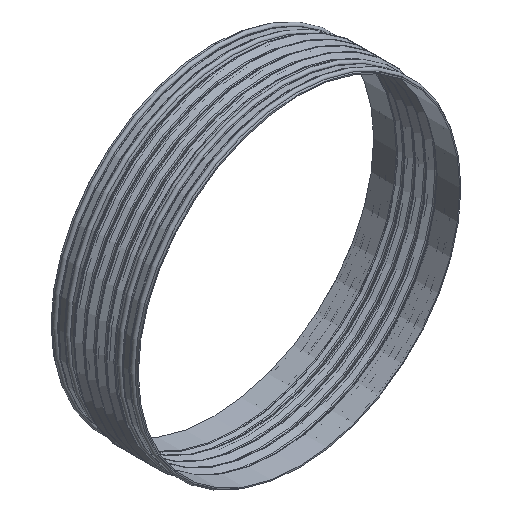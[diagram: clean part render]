
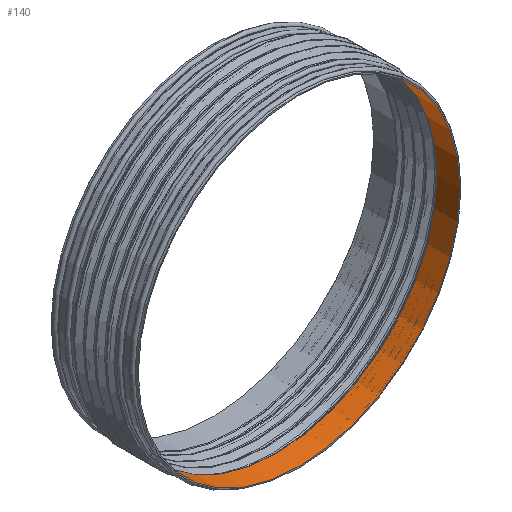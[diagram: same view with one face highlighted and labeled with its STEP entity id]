
A CAD part, isometric view. The second image highlights one B-rep face of the part: STEP entity #140.
In plain terms, the highlighted cylindrical face has radius 280 mm (diameter 560 mm), a full revolution.
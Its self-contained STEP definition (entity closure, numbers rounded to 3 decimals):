
#140 = ADVANCED_FACE( '', ( #361, #362 ), #363, .F. );
#361 = FACE_OUTER_BOUND( '', #712, .T. );
#362 = FACE_OUTER_BOUND( '', #713, .T. );
#363 = CYLINDRICAL_SURFACE( '', #714, 280. );
#712 = EDGE_LOOP( '', ( #1096 ) );
#713 = EDGE_LOOP( '', ( #1097 ) );
#714 = AXIS2_PLACEMENT_3D( '', #1098, #1099, #1100 );
#1096 = ORIENTED_EDGE( '', *, *, #1759, .T. );
#1097 = ORIENTED_EDGE( '', *, *, #1760, .F. );
#1098 = CARTESIAN_POINT( '', ( 0., 0., 0. ) );
#1099 = DIRECTION( '', ( 0., 1., 0. ) );
#1100 = DIRECTION( '', ( 0., 0., -1. ) );
#1759 = EDGE_CURVE( '', #2057, #2057, #2058, .T. );
#1760 = EDGE_CURVE( '', #2059, #2059, #2060, .T. );
#2057 = VERTEX_POINT( '', #2447 );
#2058 = CIRCLE( '', #2448, 280. );
#2059 = VERTEX_POINT( '', #2449 );
#2060 = CIRCLE( '', #2450, 280. );
#2447 = CARTESIAN_POINT( '', ( 0., 0., -280. ) );
#2448 = AXIS2_PLACEMENT_3D( '', #2874, #2875, #2876 );
#2449 = CARTESIAN_POINT( '', ( 0., 39.5, -280. ) );
#2450 = AXIS2_PLACEMENT_3D( '', #2877, #2878, #2879 );
#2874 = CARTESIAN_POINT( '', ( 0., 0., 0. ) );
#2875 = DIRECTION( '', ( 0., -1., 0. ) );
#2876 = DIRECTION( '', ( 0., 0., -1. ) );
#2877 = CARTESIAN_POINT( '', ( 0., 39.5, 0. ) );
#2878 = DIRECTION( '', ( 0., -1., 0. ) );
#2879 = DIRECTION( '', ( 0., 0., -1. ) );
